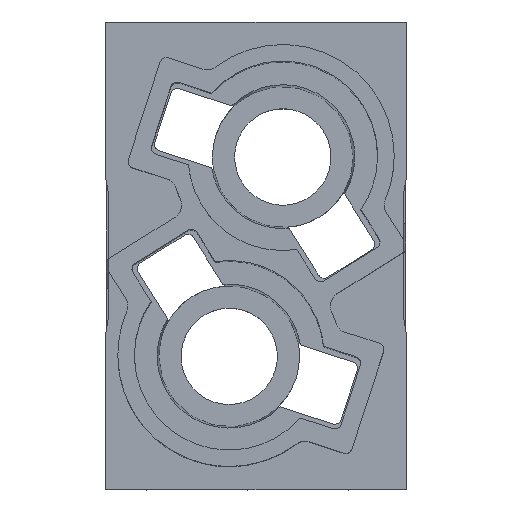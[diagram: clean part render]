
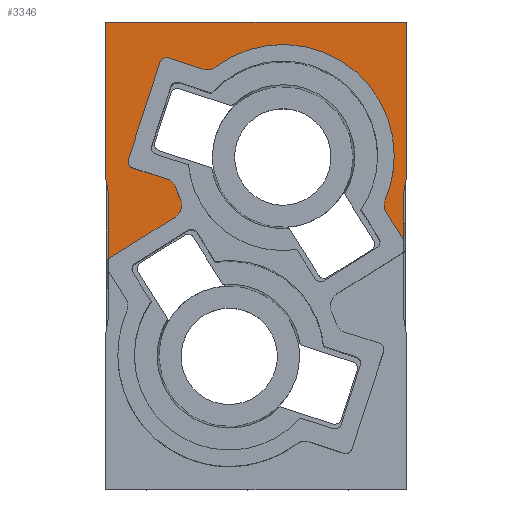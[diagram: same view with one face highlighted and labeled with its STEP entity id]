
A CAD part, top view. The second image highlights one B-rep face of the part: STEP entity #3346.
In plain terms, the highlighted planar face has unit normal (0, 0, 1).
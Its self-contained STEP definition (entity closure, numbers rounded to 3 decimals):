
#2096=AXIS2_PLACEMENT_3D('Circle Axis2P3D',#2094,#2095,$) ;
#2120=AXIS2_PLACEMENT_3D('Circle Axis2P3D',#2118,#2119,$) ;
#2151=AXIS2_PLACEMENT_3D('Circle Axis2P3D',#2149,#2150,$) ;
#2168=AXIS2_PLACEMENT_3D('Circle Axis2P3D',#2166,#2167,$) ;
#2199=AXIS2_PLACEMENT_3D('Circle Axis2P3D',#2197,#2198,$) ;
#2240=AXIS2_PLACEMENT_3D('Circle Axis2P3D',#2238,#2239,$) ;
#2288=AXIS2_PLACEMENT_3D('Circle Axis2P3D',#2286,#2287,$) ;
#2312=AXIS2_PLACEMENT_3D('Circle Axis2P3D',#2310,#2311,$) ;
#2367=AXIS2_PLACEMENT_3D('Circle Axis2P3D',#2365,#2366,$) ;
#2384=AXIS2_PLACEMENT_3D('Circle Axis2P3D',#2382,#2383,$) ;
#2408=AXIS2_PLACEMENT_3D('Circle Axis2P3D',#2406,#2407,$) ;
#2432=AXIS2_PLACEMENT_3D('Circle Axis2P3D',#2430,#2431,$) ;
#3285=AXIS2_PLACEMENT_3D('Plane Axis2P3D',#3282,#3283,#3284) ;
#1365=CARTESIAN_POINT('Line Origine',(0.2,19.133,40.4)) ;
#1369=CARTESIAN_POINT('Vertex',(0.2,16.766,40.4)) ;
#1371=CARTESIAN_POINT('Vertex',(0.2,21.5,40.4)) ;
#1966=CARTESIAN_POINT('Vertex',(21.65,21.5,40.4)) ;
#1971=CARTESIAN_POINT('Line Origine',(21.65,19.816,40.4)) ;
#1975=CARTESIAN_POINT('Vertex',(21.65,18.133,40.4)) ;
#2074=CARTESIAN_POINT('Vertex',(20.394,20.142,40.4)) ;
#2077=CARTESIAN_POINT('Line Origine',(21.022,19.138,40.4)) ;
#2094=CARTESIAN_POINT('Axis2P3D Location',(21.242,20.672,40.4)) ;
#2098=CARTESIAN_POINT('Vertex',(20.242,20.672,40.4)) ;
#2118=CARTESIAN_POINT('Axis2P3D Location',(21.242,20.672,40.4)) ;
#2122=CARTESIAN_POINT('Vertex',(20.323,21.066,40.4)) ;
#2146=CARTESIAN_POINT('Vertex',(20.975,24.25,40.4)) ;
#2149=CARTESIAN_POINT('Axis2P3D Location',(12.875,24.25,40.4)) ;
#2166=CARTESIAN_POINT('Axis2P3D Location',(12.875,24.25,40.4)) ;
#2170=CARTESIAN_POINT('Vertex',(7.983,30.706,40.4)) ;
#2194=CARTESIAN_POINT('Vertex',(7.07,30.552,40.4)) ;
#2197=CARTESIAN_POINT('Axis2P3D Location',(7.379,31.503,40.4)) ;
#2218=CARTESIAN_POINT('Vertex',(4.567,31.366,40.4)) ;
#2221=CARTESIAN_POINT('Line Origine',(5.819,30.959,40.4)) ;
#2238=CARTESIAN_POINT('Axis2P3D Location',(4.413,30.89,40.4)) ;
#2242=CARTESIAN_POINT('Vertex',(3.937,31.044,40.4)) ;
#2262=CARTESIAN_POINT('Line Origine',(2.794,27.526,40.4)) ;
#2266=CARTESIAN_POINT('Vertex',(1.65,24.007,40.4)) ;
#2286=CARTESIAN_POINT('Axis2P3D Location',(2.126,23.852,40.4)) ;
#2290=CARTESIAN_POINT('Vertex',(1.626,23.852,40.4)) ;
#2310=CARTESIAN_POINT('Axis2P3D Location',(2.126,23.852,40.4)) ;
#2314=CARTESIAN_POINT('Vertex',(1.971,23.377,40.4)) ;
#2338=CARTESIAN_POINT('Vertex',(4.475,22.563,40.4)) ;
#2341=CARTESIAN_POINT('Line Origine',(3.223,22.97,40.4)) ;
#2362=CARTESIAN_POINT('Vertex',(5.123,21.902,40.4)) ;
#2365=CARTESIAN_POINT('Axis2P3D Location',(4.166,21.612,40.4)) ;
#2382=CARTESIAN_POINT('Axis2P3D Location',(12.875,24.25,40.4)) ;
#2386=CARTESIAN_POINT('Vertex',(5.438,21.041,40.4)) ;
#2406=CARTESIAN_POINT('Axis2P3D Location',(4.52,20.645,40.4)) ;
#2410=CARTESIAN_POINT('Vertex',(5.52,20.645,40.4)) ;
#2430=CARTESIAN_POINT('Axis2P3D Location',(4.52,20.645,40.4)) ;
#2434=CARTESIAN_POINT('Vertex',(5.05,19.796,40.4)) ;
#2454=CARTESIAN_POINT('Line Origine',(2.625,18.281,40.4)) ;
#3282=CARTESIAN_POINT('Axis2P3D Location',(3.575,34.,40.4)) ;
#3287=CARTESIAN_POINT('Line Origine',(21.75,22.067,40.4)) ;
#3291=CARTESIAN_POINT('Vertex',(21.85,22.634,40.4)) ;
#3294=CARTESIAN_POINT('Line Origine',(21.85,28.317,40.4)) ;
#3298=CARTESIAN_POINT('Vertex',(21.85,34.,40.4)) ;
#3301=CARTESIAN_POINT('Line Origine',(10.925,34.,40.4)) ;
#3305=CARTESIAN_POINT('Vertex',(0.,34.,40.4)) ;
#3308=CARTESIAN_POINT('Line Origine',(0.,28.317,40.4)) ;
#3312=CARTESIAN_POINT('Vertex',(0.,22.634,40.4)) ;
#3315=CARTESIAN_POINT('Line Origine',(0.1,22.067,40.4)) ;
#1366=DIRECTION('Vector Direction',(0.,1.,0.)) ;
#1972=DIRECTION('Vector Direction',(0.,-1.,0.)) ;
#2078=DIRECTION('Vector Direction',(0.53,-0.848,0.)) ;
#2095=DIRECTION('Axis2P3D Direction',(0.,0.,1.)) ;
#2119=DIRECTION('Axis2P3D Direction',(0.,0.,1.)) ;
#2150=DIRECTION('Axis2P3D Direction',(0.,0.,1.)) ;
#2167=DIRECTION('Axis2P3D Direction',(0.,0.,1.)) ;
#2198=DIRECTION('Axis2P3D Direction',(0.,0.,1.)) ;
#2222=DIRECTION('Vector Direction',(0.951,-0.309,0.)) ;
#2239=DIRECTION('Axis2P3D Direction',(0.,0.,1.)) ;
#2263=DIRECTION('Vector Direction',(-0.309,-0.951,0.)) ;
#2287=DIRECTION('Axis2P3D Direction',(0.,0.,1.)) ;
#2311=DIRECTION('Axis2P3D Direction',(0.,0.,1.)) ;
#2342=DIRECTION('Vector Direction',(-0.951,0.309,0.)) ;
#2366=DIRECTION('Axis2P3D Direction',(0.,0.,1.)) ;
#2383=DIRECTION('Axis2P3D Direction',(0.,0.,1.)) ;
#2407=DIRECTION('Axis2P3D Direction',(0.,0.,1.)) ;
#2431=DIRECTION('Axis2P3D Direction',(0.,0.,1.)) ;
#2455=DIRECTION('Vector Direction',(-0.848,-0.53,0.)) ;
#3283=DIRECTION('Axis2P3D Direction',(0.,0.,-1.)) ;
#3284=DIRECTION('Axis2P3D XDirection',(1.,0.,0.)) ;
#3288=DIRECTION('Vector Direction',(-0.174,-0.985,0.)) ;
#3295=DIRECTION('Vector Direction',(0.,-1.,0.)) ;
#3302=DIRECTION('Vector Direction',(1.,0.,0.)) ;
#3309=DIRECTION('Vector Direction',(0.,1.,0.)) ;
#3316=DIRECTION('Vector Direction',(-0.174,0.985,0.)) ;
#1367=VECTOR('Line Direction',#1366,1.) ;
#1973=VECTOR('Line Direction',#1972,1.) ;
#2079=VECTOR('Line Direction',#2078,1.) ;
#2223=VECTOR('Line Direction',#2222,1.) ;
#2264=VECTOR('Line Direction',#2263,1.) ;
#2343=VECTOR('Line Direction',#2342,1.) ;
#2456=VECTOR('Line Direction',#2455,1.) ;
#3289=VECTOR('Line Direction',#3288,1.) ;
#3296=VECTOR('Line Direction',#3295,1.) ;
#3303=VECTOR('Line Direction',#3302,1.) ;
#3310=VECTOR('Line Direction',#3309,1.) ;
#3317=VECTOR('Line Direction',#3316,1.) ;
#3321=ORIENTED_EDGE('',*,*,#2436,.F.) ;
#3322=ORIENTED_EDGE('',*,*,#2412,.F.) ;
#3323=ORIENTED_EDGE('',*,*,#2388,.F.) ;
#3324=ORIENTED_EDGE('',*,*,#2369,.F.) ;
#3325=ORIENTED_EDGE('',*,*,#2345,.T.) ;
#3326=ORIENTED_EDGE('',*,*,#2316,.F.) ;
#3327=ORIENTED_EDGE('',*,*,#2292,.F.) ;
#3328=ORIENTED_EDGE('',*,*,#2268,.F.) ;
#3329=ORIENTED_EDGE('',*,*,#2244,.F.) ;
#3330=ORIENTED_EDGE('',*,*,#2225,.T.) ;
#3331=ORIENTED_EDGE('',*,*,#2201,.F.) ;
#3332=ORIENTED_EDGE('',*,*,#2172,.F.) ;
#3333=ORIENTED_EDGE('',*,*,#2153,.F.) ;
#3334=ORIENTED_EDGE('',*,*,#2124,.F.) ;
#3335=ORIENTED_EDGE('',*,*,#2100,.F.) ;
#3336=ORIENTED_EDGE('',*,*,#2081,.T.) ;
#3337=ORIENTED_EDGE('',*,*,#1977,.F.) ;
#3338=ORIENTED_EDGE('',*,*,#3293,.F.) ;
#3339=ORIENTED_EDGE('',*,*,#3300,.F.) ;
#3340=ORIENTED_EDGE('',*,*,#3307,.F.) ;
#3341=ORIENTED_EDGE('',*,*,#3314,.F.) ;
#3342=ORIENTED_EDGE('',*,*,#3319,.F.) ;
#3343=ORIENTED_EDGE('',*,*,#1373,.F.) ;
#3344=ORIENTED_EDGE('',*,*,#2458,.F.) ;
#3346=ADVANCED_FACE('HP-100-F',(#3345),#3286,.F.) ;
#2097=CIRCLE('generated circle',#2096,1.) ;
#2121=CIRCLE('generated circle',#2120,1.) ;
#2152=CIRCLE('generated circle',#2151,8.1) ;
#2169=CIRCLE('generated circle',#2168,8.1) ;
#2200=CIRCLE('generated circle',#2199,1.) ;
#2241=CIRCLE('generated circle',#2240,0.5) ;
#2289=CIRCLE('generated circle',#2288,0.5) ;
#2313=CIRCLE('generated circle',#2312,0.5) ;
#2368=CIRCLE('generated circle',#2367,1.) ;
#2385=CIRCLE('generated circle',#2384,8.1) ;
#2409=CIRCLE('generated circle',#2408,1.) ;
#2433=CIRCLE('generated circle',#2432,1.) ;
#1373=EDGE_CURVE('',#1370,#1372,#1368,.T.) ;
#1977=EDGE_CURVE('',#1967,#1976,#1974,.T.) ;
#2081=EDGE_CURVE('',#2075,#1976,#2080,.T.) ;
#2100=EDGE_CURVE('',#2075,#2099,#2097,.F.) ;
#2124=EDGE_CURVE('',#2099,#2123,#2121,.F.) ;
#2153=EDGE_CURVE('',#2123,#2147,#2152,.T.) ;
#2172=EDGE_CURVE('',#2147,#2171,#2169,.T.) ;
#2201=EDGE_CURVE('',#2171,#2195,#2200,.F.) ;
#2225=EDGE_CURVE('',#2219,#2195,#2224,.T.) ;
#2244=EDGE_CURVE('',#2219,#2243,#2241,.T.) ;
#2268=EDGE_CURVE('',#2243,#2267,#2265,.T.) ;
#2292=EDGE_CURVE('',#2267,#2291,#2289,.T.) ;
#2316=EDGE_CURVE('',#2291,#2315,#2313,.T.) ;
#2345=EDGE_CURVE('',#2339,#2315,#2344,.T.) ;
#2369=EDGE_CURVE('',#2339,#2363,#2368,.F.) ;
#2388=EDGE_CURVE('',#2363,#2387,#2385,.T.) ;
#2412=EDGE_CURVE('',#2387,#2411,#2409,.F.) ;
#2436=EDGE_CURVE('',#2411,#2435,#2433,.F.) ;
#2458=EDGE_CURVE('',#2435,#1370,#2457,.T.) ;
#3293=EDGE_CURVE('',#3292,#1967,#3290,.T.) ;
#3300=EDGE_CURVE('',#3299,#3292,#3297,.T.) ;
#3307=EDGE_CURVE('',#3306,#3299,#3304,.T.) ;
#3314=EDGE_CURVE('',#3313,#3306,#3311,.T.) ;
#3319=EDGE_CURVE('',#1372,#3313,#3318,.T.) ;
#3320=EDGE_LOOP('',(#3321,#3322,#3323,#3324,#3325,#3326,#3327,#3328,#3329,#3330,#3331,#3332,#3333,#3334,#3335,#3336,#3337,#3338,#3339,#3340,#3341,#3342,#3343,#3344)) ;
#3345=FACE_OUTER_BOUND('',#3320,.T.) ;
#1368=LINE('Line',#1365,#1367) ;
#1974=LINE('Line',#1971,#1973) ;
#2080=LINE('Line',#2077,#2079) ;
#2224=LINE('Line',#2221,#2223) ;
#2265=LINE('Line',#2262,#2264) ;
#2344=LINE('Line',#2341,#2343) ;
#2457=LINE('Line',#2454,#2456) ;
#3290=LINE('Line',#3287,#3289) ;
#3297=LINE('Line',#3294,#3296) ;
#3304=LINE('Line',#3301,#3303) ;
#3311=LINE('Line',#3308,#3310) ;
#3318=LINE('Line',#3315,#3317) ;
#3286=PLANE('',#3285) ;
#1370=VERTEX_POINT('',#1369) ;
#1372=VERTEX_POINT('',#1371) ;
#1967=VERTEX_POINT('',#1966) ;
#1976=VERTEX_POINT('',#1975) ;
#2075=VERTEX_POINT('',#2074) ;
#2099=VERTEX_POINT('',#2098) ;
#2123=VERTEX_POINT('',#2122) ;
#2147=VERTEX_POINT('',#2146) ;
#2171=VERTEX_POINT('',#2170) ;
#2195=VERTEX_POINT('',#2194) ;
#2219=VERTEX_POINT('',#2218) ;
#2243=VERTEX_POINT('',#2242) ;
#2267=VERTEX_POINT('',#2266) ;
#2291=VERTEX_POINT('',#2290) ;
#2315=VERTEX_POINT('',#2314) ;
#2339=VERTEX_POINT('',#2338) ;
#2363=VERTEX_POINT('',#2362) ;
#2387=VERTEX_POINT('',#2386) ;
#2411=VERTEX_POINT('',#2410) ;
#2435=VERTEX_POINT('',#2434) ;
#3292=VERTEX_POINT('',#3291) ;
#3299=VERTEX_POINT('',#3298) ;
#3306=VERTEX_POINT('',#3305) ;
#3313=VERTEX_POINT('',#3312) ;
